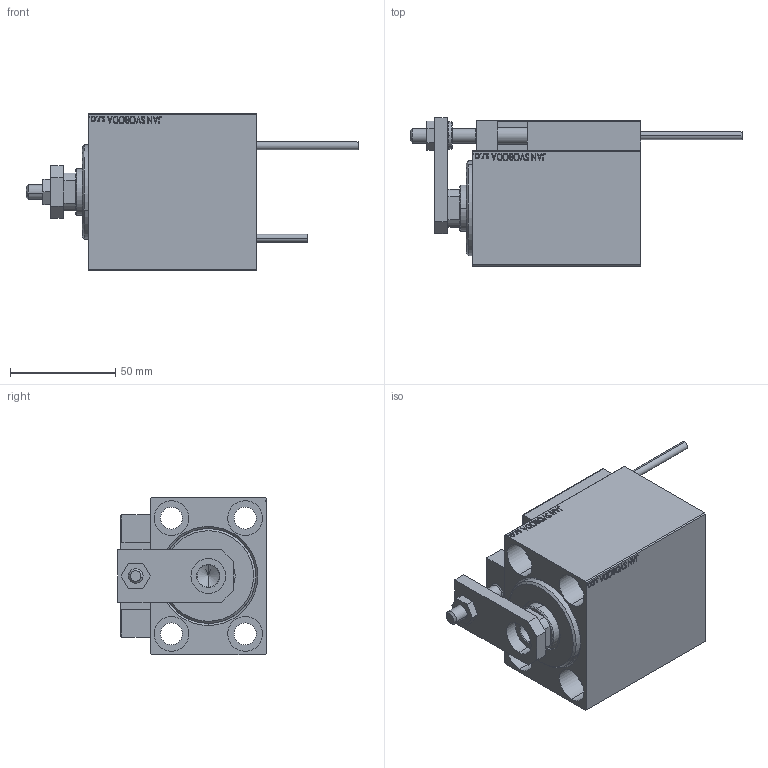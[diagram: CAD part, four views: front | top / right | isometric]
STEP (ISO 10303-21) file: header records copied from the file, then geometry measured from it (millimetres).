
FILE_DESCRIPTION (( 'STEP AP203' ), '1' );
FILE_NAME ('cc04.STEP', '2024-03-12T08:00:03', ( '' ), ( '' ), 'SwSTEP 2.0', 'SolidWorks 2019', '' );
FILE_SCHEMA (( 'CONFIG_CONTROL_DESIGN' ));
Length unit declared in the file: millimetre
Products named in the file (15): KONCOVKA 1bafe3518e25d08c0d0fae79d48ee068; cc04; TYC_L79 1bafe3518e25d08c0d0fae79d48ee068; V450CM_VC_B 1bafe3518e25d08c0d0fae79d48ee068; NUT_D12 1bafe3518e25d08c0d0fae79d48ee068; ALLEN BOLT D5 1bafe3518e25d08c0d0fae79d48ee068; SWITCH_X_FRONT_BACK 1bafe3518e25d08c0d0fae79d48ee068; V450CM_C_Body 1bafe3518e25d08c0d0fae79d48ee068; V450CM_C_VCP 1bafe3518e25d08c0d0fae79d48ee068; ALLEN BOLT D8 1bafe3518e25d08c0d0fae79d48ee068; MAGNET 1bafe3518e25d08c0d0fae79d48ee068; ZARAZKA 1bafe3518e25d08c0d0fae79d48ee068; Block 1bafe3518e25d08c0d0fae79d48ee068; SWITCH DIM B,W 1bafe3518e25d08c0d0fae79d48ee068; SWITCH X 1bafe3518e25d08c0d0fae79d48ee068
Assembly tree (24 placements, depth 3):
  cc04
    V450CM_C_Body 1bafe3518e25d08c0d0fae79d48ee068
    SWITCH X 1bafe3518e25d08c0d0fae79d48ee068
      SWITCH_X_FRONT_BACK 1bafe3518e25d08c0d0fae79d48ee068  x2
      TYC_L79 1bafe3518e25d08c0d0fae79d48ee068
      Block 1bafe3518e25d08c0d0fae79d48ee068  x2
      ALLEN BOLT D5 1bafe3518e25d08c0d0fae79d48ee068  x4
      ALLEN BOLT D8 1bafe3518e25d08c0d0fae79d48ee068  x4
      MAGNET 1bafe3518e25d08c0d0fae79d48ee068  x2
      KONCOVKA 1bafe3518e25d08c0d0fae79d48ee068  x2
    NUT_D12 1bafe3518e25d08c0d0fae79d48ee068
    SWITCH DIM B,W 1bafe3518e25d08c0d0fae79d48ee068
    ZARAZKA 1bafe3518e25d08c0d0fae79d48ee068
    V450CM_C_VCP 1bafe3518e25d08c0d0fae79d48ee068
    V450CM_VC_B 1bafe3518e25d08c0d0fae79d48ee068
Bounding box: 157.7 x 70.5 x 75 mm (x, y, z)
Volume: 330229.8 mm3; surface area: 87426.1 mm2
Topology: 23 solids, 23 shells, 1282 faces, 3070 edges, 1963 vertices
Faces by surface type: plane 560, bspline 380, cylinder 188, cone 106, torus 44, sphere 4
Entity records: 50297 total; most frequent: CARTESIAN_POINT 26020, ORIENTED_EDGE 5160, DIRECTION 3460, EDGE_CURVE 2580, VERTEX_POINT 1687, LINE 1486, VECTOR 1486, EDGE_LOOP 1193
